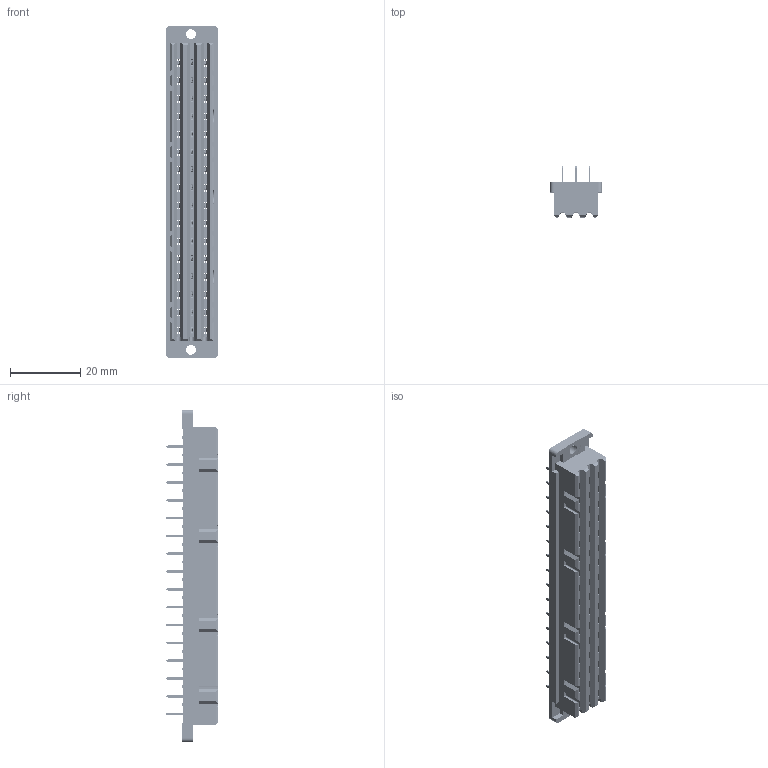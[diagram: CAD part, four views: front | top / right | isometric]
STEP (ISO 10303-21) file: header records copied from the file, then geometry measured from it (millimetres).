
FILE_DESCRIPTION(/* description */ (''),/* implementation_level */ '2;1');
FILE_NAME(/* name */ 'FTHT.stp',/* time_stamp */ '2022-09-13T14:46:45+08:00',/* author */ (''),/* organization */ (''),/* preprocessor_version */ 'ST-DEVELOPER v18.1',/* originating_system */ 'SIEMENS PLM Software NX 1980',/* authorisation */ '');
FILE_SCHEMA (('AP203_CONFIGURATION_CONTROLLED_3D_DESIGN_OF_MECHANICAL_PARTS_AND_ASSEMBLIES_MIM_LF { 1 0 10303 403 2 1 2}'));
Products named in the file (1): FTHT
Bounding box: 14.8 x 14.6 x 94.65 mm (x, y, z)
Volume: 7179.2 mm3; surface area: 14936 mm2
Topology: 49 solids, 49 shells, 9036 faces, 26364 edges, 17560 vertices
Faces by surface type: plane 5169, cylinder 3067, bspline 480, revolution 96, sphere 96, cone 64, torus 64
Entity records: 384007 total; most frequent: CARTESIAN_POINT 104627, ORIENTED_EDGE 52624, DIRECTION 46596, EDGE_CURVE 26312, VERTEX_POINT 17560, LINE 17098, VECTOR 17098, AXIS2_PLACEMENT_3D 14701
